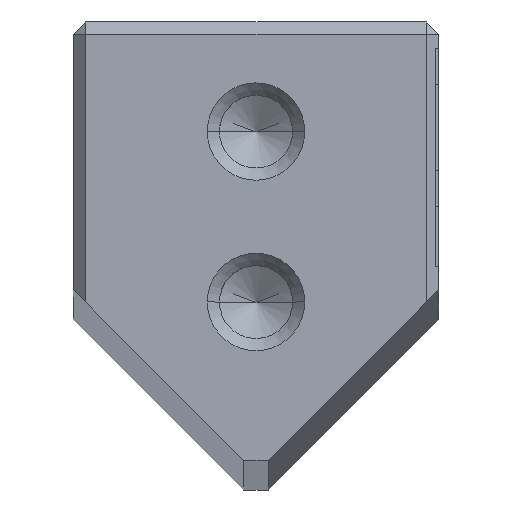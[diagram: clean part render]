
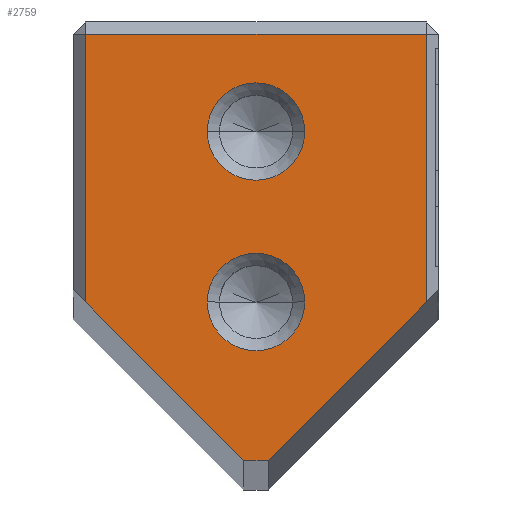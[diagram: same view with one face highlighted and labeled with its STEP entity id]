
A CAD part, top view. The second image highlights one B-rep face of the part: STEP entity #2759.
In plain terms, the highlighted planar face has unit normal (0, 0, 1).
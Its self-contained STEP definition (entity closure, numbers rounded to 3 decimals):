
#2759=ADVANCED_FACE('',(#3863,#3864,#3865),#3136,.T.);
#3136=PLANE('',#10832);
#3411=CIRCLE('',#10573,2.);
#3413=CIRCLE('',#10576,2.);
#3586=CIRCLE('',#10830,2.);
#3587=CIRCLE('',#10831,2.);
#3863=FACE_BOUND('',#4039,.T.);
#3864=FACE_BOUND('',#4040,.T.);
#3865=FACE_BOUND('',#4041,.T.);
#4039=EDGE_LOOP('',(#5231,#5232));
#4040=EDGE_LOOP('',(#5233,#5234));
#4041=EDGE_LOOP('',(#5235,#5236,#5237,#5238,#5239,#5240));
#5231=ORIENTED_EDGE('',*,*,#8031,.T.);
#5232=ORIENTED_EDGE('',*,*,#8362,.T.);
#5233=ORIENTED_EDGE('',*,*,#8027,.T.);
#5234=ORIENTED_EDGE('',*,*,#8363,.T.);
#5235=ORIENTED_EDGE('',*,*,#8333,.T.);
#5236=ORIENTED_EDGE('',*,*,#8364,.T.);
#5237=ORIENTED_EDGE('',*,*,#8365,.T.);
#5238=ORIENTED_EDGE('',*,*,#8366,.T.);
#5239=ORIENTED_EDGE('',*,*,#8339,.T.);
#5240=ORIENTED_EDGE('',*,*,#8335,.T.);
#7207=VERTEX_POINT('',#14046);
#7208=VERTEX_POINT('',#14048);
#7211=VERTEX_POINT('',#14055);
#7212=VERTEX_POINT('',#14057);
#7421=VERTEX_POINT('',#14685);
#7422=VERTEX_POINT('',#14687);
#7423=VERTEX_POINT('',#14691);
#7426=VERTEX_POINT('',#14699);
#7433=VERTEX_POINT('',#14734);
#7434=VERTEX_POINT('',#14736);
#8027=EDGE_CURVE('',#7208,#7207,#3411,.T.);
#8031=EDGE_CURVE('',#7212,#7211,#3413,.T.);
#8333=EDGE_CURVE('',#7422,#7421,#9269,.T.);
#8335=EDGE_CURVE('',#7423,#7422,#9271,.T.);
#8339=EDGE_CURVE('',#7426,#7423,#9275,.T.);
#8362=EDGE_CURVE('',#7211,#7212,#3586,.T.);
#8363=EDGE_CURVE('',#7207,#7208,#3587,.T.);
#8364=EDGE_CURVE('',#7421,#7433,#9284,.T.);
#8365=EDGE_CURVE('',#7433,#7434,#9285,.T.);
#8366=EDGE_CURVE('',#7434,#7426,#9286,.T.);
#9269=LINE('',#14686,#10049);
#9271=LINE('',#14690,#10051);
#9275=LINE('',#14698,#10055);
#9284=LINE('',#14733,#10064);
#9285=LINE('',#14735,#10065);
#9286=LINE('',#14737,#10066);
#10049=VECTOR('',#12051,1.);
#10051=VECTOR('',#12055,1.);
#10055=VECTOR('',#12061,1.);
#10064=VECTOR('',#12108,1.);
#10065=VECTOR('',#12109,1.);
#10066=VECTOR('',#12110,1.);
#10573=AXIS2_PLACEMENT_3D('',#14047,#11444,#11445);
#10576=AXIS2_PLACEMENT_3D('',#14056,#11452,#11453);
#10830=AXIS2_PLACEMENT_3D('',#14731,#12104,#12105);
#10831=AXIS2_PLACEMENT_3D('',#14732,#12106,#12107);
#10832=AXIS2_PLACEMENT_3D('',#14738,#12111,#12112);
#11444=DIRECTION('',(0.,0.,-1.));
#11445=DIRECTION('',(1.,0.,0.));
#11452=DIRECTION('',(0.,0.,-1.));
#11453=DIRECTION('',(1.,0.,0.));
#12051=DIRECTION('',(0.707,0.707,0.));
#12055=DIRECTION('',(1.,0.,0.));
#12061=DIRECTION('',(0.707,-0.707,0.));
#12104=DIRECTION('',(0.,0.,-1.));
#12105=DIRECTION('',(1.,0.,0.));
#12106=DIRECTION('',(0.,0.,-1.));
#12107=DIRECTION('',(1.,0.,0.));
#12108=DIRECTION('',(0.,1.,0.));
#12109=DIRECTION('',(-1.,0.,0.));
#12110=DIRECTION('',(0.,-1.,0.));
#12111=DIRECTION('',(0.,0.,1.));
#12112=DIRECTION('',(1.,0.,0.));
#14046=CARTESIAN_POINT('',(-2.,26.5,0.));
#14047=CARTESIAN_POINT('',(0.,26.5,0.));
#14048=CARTESIAN_POINT('',(2.,26.5,0.));
#14055=CARTESIAN_POINT('',(-2.,19.5,0.));
#14056=CARTESIAN_POINT('',(0.,19.5,0.));
#14057=CARTESIAN_POINT('',(2.,19.5,0.));
#14685=CARTESIAN_POINT('',(7.,19.5,0.));
#14686=CARTESIAN_POINT('',(0.5,13.,0.));
#14687=CARTESIAN_POINT('',(0.5,13.,0.));
#14690=CARTESIAN_POINT('',(-0.5,13.,0.));
#14691=CARTESIAN_POINT('',(-0.5,13.,0.));
#14698=CARTESIAN_POINT('',(-0.5,13.,0.));
#14699=CARTESIAN_POINT('',(-7.,19.5,0.));
#14731=CARTESIAN_POINT('',(0.,19.5,0.));
#14732=CARTESIAN_POINT('',(0.,26.5,0.));
#14733=CARTESIAN_POINT('',(7.,12.5,0.));
#14734=CARTESIAN_POINT('',(7.,30.5,0.));
#14735=CARTESIAN_POINT('',(0.,30.5,0.));
#14736=CARTESIAN_POINT('',(-7.,30.5,0.));
#14737=CARTESIAN_POINT('',(-7.,12.5,0.));
#14738=CARTESIAN_POINT('',(0.,12.5,0.));
